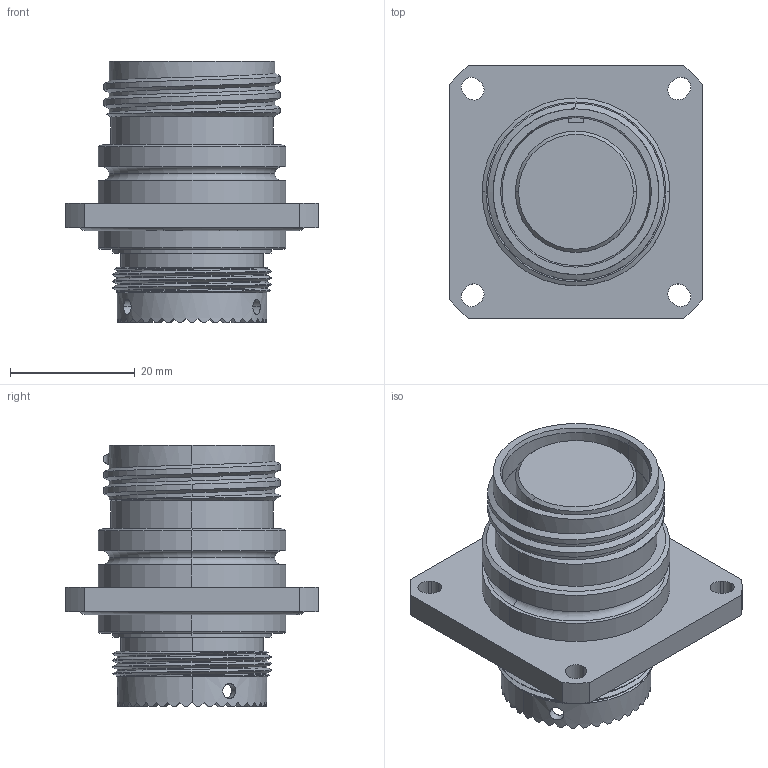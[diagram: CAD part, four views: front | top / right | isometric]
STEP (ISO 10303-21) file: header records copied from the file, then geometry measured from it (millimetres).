
FILE_DESCRIPTION (( 'STEP AP203' ), '1' );
FILE_NAME ('Size 17 Flange.STEP', '2019-03-29T17:57:34', ( '' ), ( '' ), 'SwSTEP 2.0', 'SolidWorks 2019', '' );
FILE_SCHEMA (( 'CONFIG_CONTROL_DESIGN' ));
Length unit declared in the file: inch
Products named in the file (1): Size 17 Flange
Bounding box: 40.51 x 40.51 x 41.91 mm (x, y, z)
Volume: 24280.6 mm3; surface area: 10052.3 mm2
Topology: 1 solids, 1 shells, 283 faces, 790 edges, 522 vertices
Faces by surface type: plane 182, cylinder 77, cone 12, torus 8, bspline 4
Entity records: 11314 total; most frequent: CARTESIAN_POINT 4346, ORIENTED_EDGE 1580, DIRECTION 1392, EDGE_CURVE 790, AXIS2_PLACEMENT_3D 554, VERTEX_POINT 522, EDGE_LOOP 310, VECTOR 284
